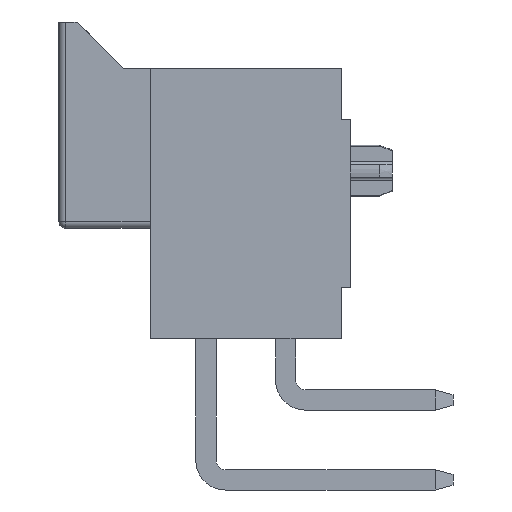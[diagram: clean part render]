
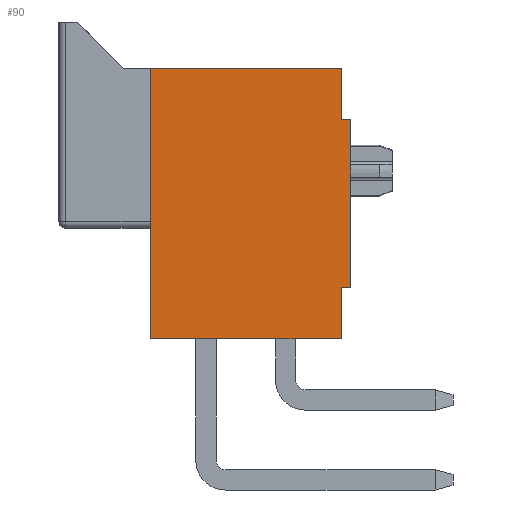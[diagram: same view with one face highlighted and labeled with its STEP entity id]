
A CAD part, left-side view. The second image highlights one B-rep face of the part: STEP entity #90.
In plain terms, the highlighted planar face has unit normal (-1, 0, 0).
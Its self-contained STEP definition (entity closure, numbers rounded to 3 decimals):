
#90=ADVANCED_FACE('',(#547),#548,.T.);
#547=FACE_OUTER_BOUND('',#1444,.T.);
#548=PLANE('',#1445);
#1444=EDGE_LOOP('',(#2432,#2433,#2434,#2435,#2436,#2437,#2438,#2439));
#1445=AXIS2_PLACEMENT_3D('',#2440,#2441,#2442);
#2432=ORIENTED_EDGE('',*,*,#5760,.T.);
#2433=ORIENTED_EDGE('',*,*,#5761,.F.);
#2434=ORIENTED_EDGE('',*,*,#5762,.F.);
#2435=ORIENTED_EDGE('',*,*,#5727,.T.);
#2436=ORIENTED_EDGE('',*,*,#5763,.T.);
#2437=ORIENTED_EDGE('',*,*,#5764,.F.);
#2438=ORIENTED_EDGE('',*,*,#5765,.F.);
#2439=ORIENTED_EDGE('',*,*,#5723,.T.);
#2440=CARTESIAN_POINT('',(-7.97,-2.99,-4.23));
#2441=DIRECTION('',(-1.0,0.0,0.0));
#2442=DIRECTION('',(0.0,0.0,1.0));
#5723=EDGE_CURVE('',#6885,#6883,#6886,.T.);
#5727=EDGE_CURVE('',#6871,#6891,#6893,.T.);
#5760=EDGE_CURVE('',#6883,#6954,#6955,.T.);
#5761=EDGE_CURVE('',#6956,#6954,#6957,.T.);
#5762=EDGE_CURVE('',#6871,#6956,#6958,.T.);
#5763=EDGE_CURVE('',#6891,#6959,#6960,.T.);
#5764=EDGE_CURVE('',#6961,#6959,#6962,.T.);
#5765=EDGE_CURVE('',#6885,#6961,#6963,.T.);
#6871=VERTEX_POINT('',#8601);
#6883=VERTEX_POINT('',#8619);
#6885=VERTEX_POINT('',#8622);
#6886=LINE('',#8623,#8624);
#6891=VERTEX_POINT('',#8631);
#6893=LINE('',#8634,#8635);
#6954=VERTEX_POINT('',#8712);
#6955=LINE('',#8713,#8714);
#6956=VERTEX_POINT('',#8715);
#6957=LINE('',#8716,#8717);
#6958=LINE('',#8718,#8719);
#6959=VERTEX_POINT('',#8720);
#6960=LINE('',#8721,#8722);
#6961=VERTEX_POINT('',#8723);
#6962=LINE('',#8724,#8725);
#6963=LINE('',#8726,#8727);
#8601=CARTESIAN_POINT('',(-7.97,-2.99,-4.23));
#8619=CARTESIAN_POINT('',(-7.97,-2.99,4.23));
#8622=CARTESIAN_POINT('',(-7.97,-2.99,2.63));
#8623=CARTESIAN_POINT('',(-7.97,-2.99,2.63));
#8624=VECTOR('',#11251,1.6);
#8631=CARTESIAN_POINT('',(-7.97,-2.99,-2.63));
#8634=CARTESIAN_POINT('',(-7.97,-2.99,-4.23));
#8635=VECTOR('',#11255,1.6);
#8712=CARTESIAN_POINT('',(-7.97,2.99,4.23));
#8713=CARTESIAN_POINT('',(-7.97,-2.99,4.23));
#8714=VECTOR('',#11320,5.98);
#8715=CARTESIAN_POINT('',(-7.97,2.99,-4.23));
#8716=CARTESIAN_POINT('',(-7.97,2.99,-4.23));
#8717=VECTOR('',#11321,8.46);
#8718=CARTESIAN_POINT('',(-7.97,-2.99,-4.23));
#8719=VECTOR('',#11322,5.98);
#8720=CARTESIAN_POINT('',(-7.97,-3.29,-2.63));
#8721=CARTESIAN_POINT('',(-7.97,-2.99,-2.63));
#8722=VECTOR('',#11323,0.3);
#8723=CARTESIAN_POINT('',(-7.97,-3.29,2.63));
#8724=CARTESIAN_POINT('',(-7.97,-3.29,2.63));
#8725=VECTOR('',#11324,5.26);
#8726=CARTESIAN_POINT('',(-7.97,-2.99,2.63));
#8727=VECTOR('',#11325,0.3);
#11251=DIRECTION('',(0.0,0.0,1.0));
#11255=DIRECTION('',(0.0,0.0,1.0));
#11320=DIRECTION('',(0.0,1.0,0.0));
#11321=DIRECTION('',(0.0,0.0,1.0));
#11322=DIRECTION('',(0.0,1.0,0.0));
#11323=DIRECTION('',(0.0,-1.0,0.0));
#11324=DIRECTION('',(0.0,0.0,-1.0));
#11325=DIRECTION('',(0.0,-1.0,0.0));
